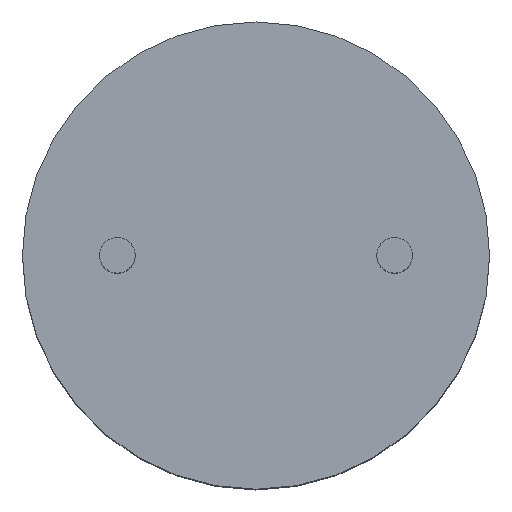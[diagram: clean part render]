
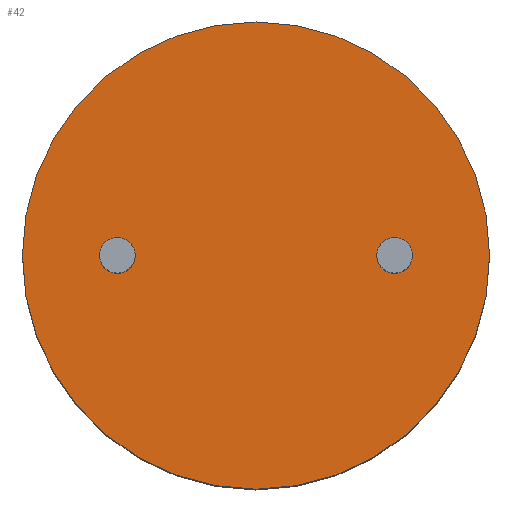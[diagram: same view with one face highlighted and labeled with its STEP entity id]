
A CAD part, top view. The second image highlights one B-rep face of the part: STEP entity #42.
In plain terms, the highlighted planar face has unit normal (0, 0, 1).
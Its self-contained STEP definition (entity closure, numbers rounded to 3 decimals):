
#3 = EDGE_LOOP ( 'NONE', ( #544, #296 ) ) ;
#4 = DIRECTION ( 'NONE',  ( -1., 0., 0. ) ) ;
#5 = VERTEX_POINT ( 'NONE', #486 ) ;
#8 = AXIS2_PLACEMENT_3D ( 'NONE', #346, #91, #165 ) ;
#26 = FACE_BOUND ( 'NONE', #3, .T. ) ;
#40 = DIRECTION ( 'NONE',  ( 0., 0., 1. ) ) ;
#42 = ADVANCED_FACE ( 'NONE', ( #26, #406, #245 ), #191, .F. ) ;
#46 = CIRCLE ( 'NONE', #317, 5.9 ) ;
#51 = CARTESIAN_POINT ( 'NONE',  ( 0., 0., 0. ) ) ;
#52 = DIRECTION ( 'NONE',  ( 0., 0., 1. ) ) ;
#54 = DIRECTION ( 'NONE',  ( 0., 0., 1. ) ) ;
#60 = CARTESIAN_POINT ( 'NONE',  ( 3.05, 0., 0. ) ) ;
#65 = CARTESIAN_POINT ( 'NONE',  ( -3.5, 0., 0. ) ) ;
#79 = CARTESIAN_POINT ( 'NONE',  ( 3.5, 0., 0. ) ) ;
#91 = DIRECTION ( 'NONE',  ( 0., 0., 1. ) ) ;
#100 = EDGE_LOOP ( 'NONE', ( #495, #358 ) ) ;
#101 = EDGE_CURVE ( 'NONE', #220, #510, #250, .T. ) ;
#111 = DIRECTION ( 'NONE',  ( 1., 0., 0. ) ) ;
#139 = CARTESIAN_POINT ( 'NONE',  ( 0., 0., 0. ) ) ;
#147 = AXIS2_PLACEMENT_3D ( 'NONE', #218, #40, #4 ) ;
#165 = DIRECTION ( 'NONE',  ( -1., 0., 0. ) ) ;
#191 = PLANE ( 'NONE',  #420 ) ;
#199 = AXIS2_PLACEMENT_3D ( 'NONE', #139, #54, #111 ) ;
#206 = CIRCLE ( 'NONE', #252, 0.45 ) ;
#210 = CARTESIAN_POINT ( 'NONE',  ( 3.95, 0., 0. ) ) ;
#215 = EDGE_CURVE ( 'NONE', #5, #302, #421, .T. ) ;
#218 = CARTESIAN_POINT ( 'NONE',  ( -3.5, 0., 0. ) ) ;
#220 = VERTEX_POINT ( 'NONE', #60 ) ;
#242 = DIRECTION ( 'NONE',  ( 0., 0., -1. ) ) ;
#245 = FACE_OUTER_BOUND ( 'NONE', #100, .T. ) ;
#250 = CIRCLE ( 'NONE', #8, 0.45 ) ;
#252 = AXIS2_PLACEMENT_3D ( 'NONE', #65, #52, #404 ) ;
#273 = EDGE_LOOP ( 'NONE', ( #477, #434 ) ) ;
#274 = CARTESIAN_POINT ( 'NONE',  ( 5.9, 0., 0. ) ) ;
#275 = VERTEX_POINT ( 'NONE', #528 ) ;
#296 = ORIENTED_EDGE ( 'NONE', *, *, #514, .F. ) ;
#302 = VERTEX_POINT ( 'NONE', #274 ) ;
#307 = EDGE_CURVE ( 'NONE', #388, #275, #206, .T. ) ;
#313 = DIRECTION ( 'NONE',  ( 0., 0., 1. ) ) ;
#317 = AXIS2_PLACEMENT_3D ( 'NONE', #51, #313, #354 ) ;
#345 = DIRECTION ( 'NONE',  ( 0., 0., 1. ) ) ;
#346 = CARTESIAN_POINT ( 'NONE',  ( 3.5, 0., 0. ) ) ;
#354 = DIRECTION ( 'NONE',  ( 1., 0., 0. ) ) ;
#358 = ORIENTED_EDGE ( 'NONE', *, *, #215, .T. ) ;
#362 = DIRECTION ( 'NONE',  ( -1., 0., 0. ) ) ;
#388 = VERTEX_POINT ( 'NONE', #492 ) ;
#404 = DIRECTION ( 'NONE',  ( -1., 0., 0. ) ) ;
#406 = FACE_BOUND ( 'NONE', #273, .T. ) ;
#420 = AXIS2_PLACEMENT_3D ( 'NONE', #529, #242, #362 ) ;
#421 = CIRCLE ( 'NONE', #199, 5.9 ) ;
#434 = ORIENTED_EDGE ( 'NONE', *, *, #307, .F. ) ;
#447 = AXIS2_PLACEMENT_3D ( 'NONE', #79, #345, #502 ) ;
#462 = CIRCLE ( 'NONE', #147, 0.45 ) ;
#472 = EDGE_CURVE ( 'NONE', #275, #388, #462, .T. ) ;
#477 = ORIENTED_EDGE ( 'NONE', *, *, #472, .F. ) ;
#486 = CARTESIAN_POINT ( 'NONE',  ( -5.9, 0., 0. ) ) ;
#492 = CARTESIAN_POINT ( 'NONE',  ( -3.05, 0., 0. ) ) ;
#495 = ORIENTED_EDGE ( 'NONE', *, *, #542, .T. ) ;
#498 = CIRCLE ( 'NONE', #447, 0.45 ) ;
#502 = DIRECTION ( 'NONE',  ( -1., 0., 0. ) ) ;
#510 = VERTEX_POINT ( 'NONE', #210 ) ;
#514 = EDGE_CURVE ( 'NONE', #510, #220, #498, .T. ) ;
#528 = CARTESIAN_POINT ( 'NONE',  ( -3.95, 0., 0. ) ) ;
#529 = CARTESIAN_POINT ( 'NONE',  ( 0., 0., 0. ) ) ;
#542 = EDGE_CURVE ( 'NONE', #302, #5, #46, .T. ) ;
#544 = ORIENTED_EDGE ( 'NONE', *, *, #101, .F. ) ;
